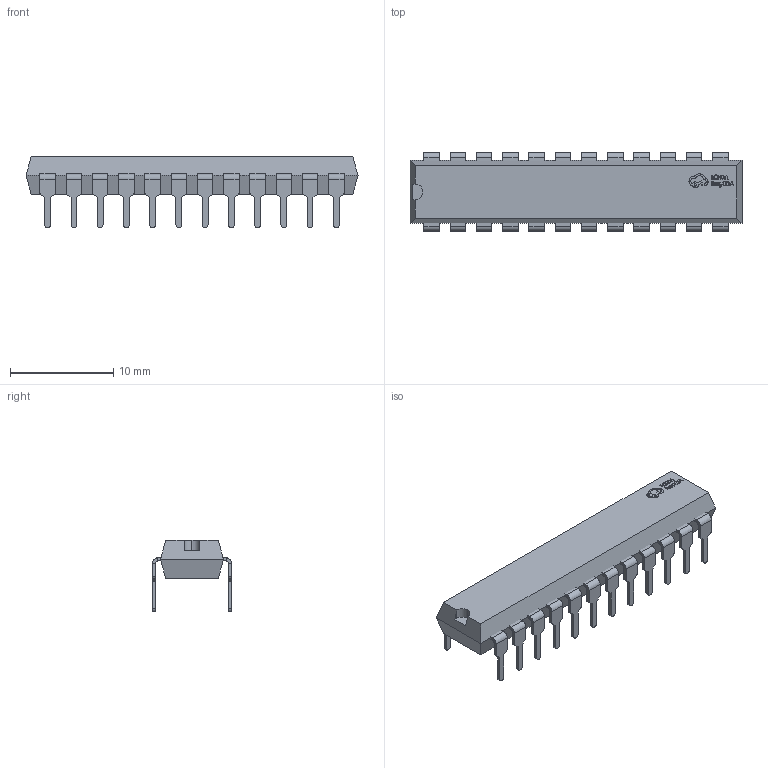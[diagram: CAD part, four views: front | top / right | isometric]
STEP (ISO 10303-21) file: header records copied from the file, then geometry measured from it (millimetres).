
FILE_DESCRIPTION (( 'STEP AP214' ), '1' );
FILE_NAME ('DIP-24_L31.7-W6.6-H4.5-P1.27-LS7.62-BL.step', '2022-06-21T14:03:54', ( '' ), ( '' ), 'SwSTEP 2.0', 'SolidWorks 2020', '' );
FILE_SCHEMA (( 'AUTOMOTIVE_DESIGN' ));
Length unit declared in the file: millimetre
Products named in the file (1): DIP-24_L31.7-W6.6-H4.5-P1.27-LS7.62-BL
Bounding box: 32.13 x 7.62 x 6.91 mm (x, y, z)
Volume: 722.3 mm3; surface area: 1214.3 mm2
Topology: 13 solids, 13 shells, 706 faces, 1764 edges, 1110 vertices
Faces by surface type: plane 472, cylinder 122, bspline 112
Entity records: 27819 total; most frequent: CARTESIAN_POINT 5685, ORIENTED_EDGE 3528, DIRECTION 2970, EDGE_CURVE 1764, LINE 1292, VECTOR 1292, VERTEX_POINT 1110, AXIS2_PLACEMENT_3D 839
